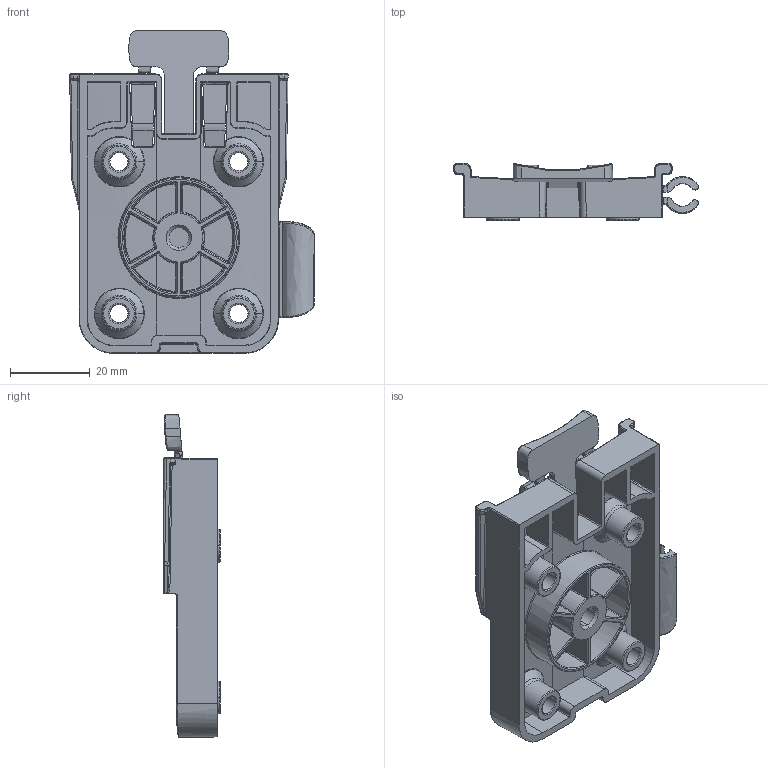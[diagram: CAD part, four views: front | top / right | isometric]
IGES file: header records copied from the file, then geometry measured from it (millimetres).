
Start section:  PTC IGES file: 159661.igs
Global section: file name: 159661.igs; native system: Pro/ENGINEER by Parametric Technology Corporation; preprocessor: 2009141; author: banengservice; organization: Unknown; date: 20120404.093834; units: inch
Bounding box: 61.3 x 14.2 x 80.81 mm (x, y, z)
Volume: 15886.6 mm3; surface area: 18183.2 mm2
Topology: 1 solids, 1 shells, 1145 faces, 2954 edges, 1829 vertices
Faces by surface type: bspline 664, revolution 454, extrusion 27
